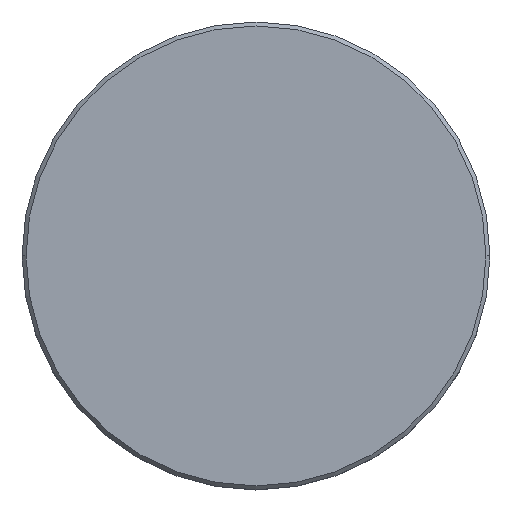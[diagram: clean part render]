
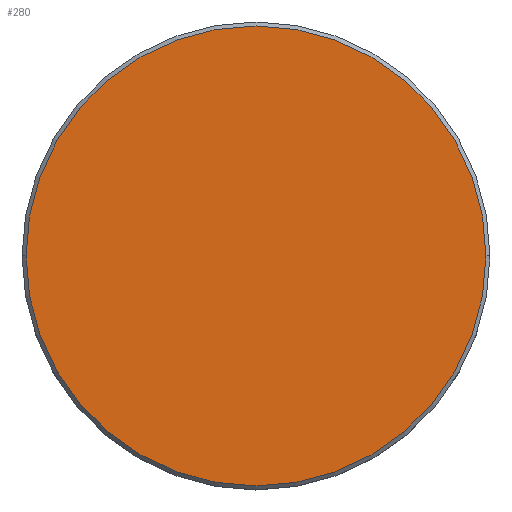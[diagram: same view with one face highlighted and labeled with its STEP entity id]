
A CAD part, top view. The second image highlights one B-rep face of the part: STEP entity #280.
In plain terms, the highlighted planar face has unit normal (0, 0, 1).
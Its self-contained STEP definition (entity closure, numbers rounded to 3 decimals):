
#32 = CARTESIAN_POINT ( 'NONE',  ( -29., 0., 0. ) ) ;
#134 = EDGE_CURVE ( 'NONE', #590, #249, #435, .T. ) ;
#141 = DIRECTION ( 'NONE',  ( 1., 0., 0. ) ) ;
#234 = CARTESIAN_POINT ( 'NONE',  ( 0., 0., 0. ) ) ;
#237 = CARTESIAN_POINT ( 'NONE',  ( 0., 0., 0. ) ) ;
#249 = VERTEX_POINT ( 'NONE', #32 ) ;
#280 = ADVANCED_FACE ( 'NONE', ( #1161 ), #696, .T. ) ;
#312 = AXIS2_PLACEMENT_3D ( 'NONE', #657, #933, #928 ) ;
#413 = DIRECTION ( 'NONE',  ( 0., 0., 1. ) ) ;
#420 = ORIENTED_EDGE ( 'NONE', *, *, #726, .T. ) ;
#435 = CIRCLE ( 'NONE', #312, 29. ) ;
#509 = AXIS2_PLACEMENT_3D ( 'NONE', #237, #413, #967 ) ;
#590 = VERTEX_POINT ( 'NONE', #947 ) ;
#657 = CARTESIAN_POINT ( 'NONE',  ( 0., 0., 0. ) ) ;
#696 = PLANE ( 'NONE',  #840 ) ;
#725 = EDGE_LOOP ( 'NONE', ( #420, #1026 ) ) ;
#726 = EDGE_CURVE ( 'NONE', #249, #590, #884, .T. ) ;
#840 = AXIS2_PLACEMENT_3D ( 'NONE', #234, #968, #141 ) ;
#884 = CIRCLE ( 'NONE', #509, 29. ) ;
#928 = DIRECTION ( 'NONE',  ( 1., 0., 0. ) ) ;
#933 = DIRECTION ( 'NONE',  ( 0., 0., 1. ) ) ;
#947 = CARTESIAN_POINT ( 'NONE',  ( 29., 0., 0. ) ) ;
#967 = DIRECTION ( 'NONE',  ( 1., 0., 0. ) ) ;
#968 = DIRECTION ( 'NONE',  ( 0., 0., 1. ) ) ;
#1026 = ORIENTED_EDGE ( 'NONE', *, *, #134, .T. ) ;
#1161 = FACE_OUTER_BOUND ( 'NONE', #725, .T. ) ;
